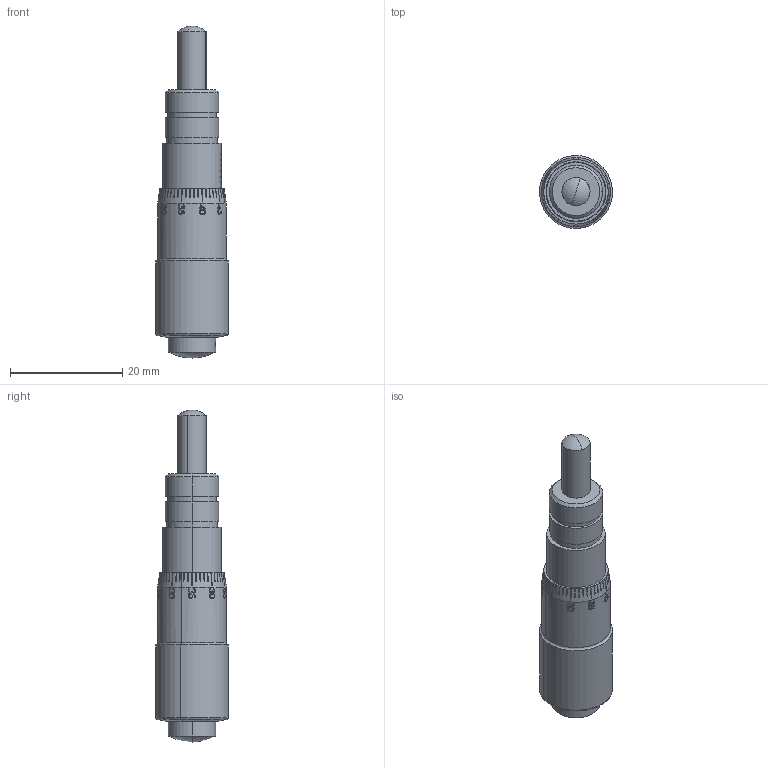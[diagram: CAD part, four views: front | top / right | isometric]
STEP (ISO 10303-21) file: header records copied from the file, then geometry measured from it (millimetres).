
FILE_DESCRIPTION (( 'STEP AP203' ), '1' );
FILE_NAME ('MHGS-SN-13.STEP', '2013-12-12T07:01:08', ( '' ), ( '' ), 'SwSTEP 2.0', 'SolidWorks 2013', '' );
FILE_SCHEMA (( 'CONFIG_CONTROL_DESIGN' ));
Length unit declared in the file: millimetre
Products named in the file (1): MHGS-SN-13
Bounding box: 12.99 x 12.99 x 59.2 mm (x, y, z)
Surface area: 3454 mm2 (no closed solid volume)
Topology: 0 solids, 5 shells, 170 faces, 1236 edges, 1062 vertices
Faces by surface type: plane 81, cylinder 70, cone 6, bspline 5, sphere 4, torus 4
Entity records: 14820 total; most frequent: CARTESIAN_POINT 6161, ORIENTED_EDGE 1793, DIRECTION 1437, EDGE_CURVE 1236, VERTEX_POINT 1062, VECTOR 511, LINE 511, AXIS2_PLACEMENT_3D 463
